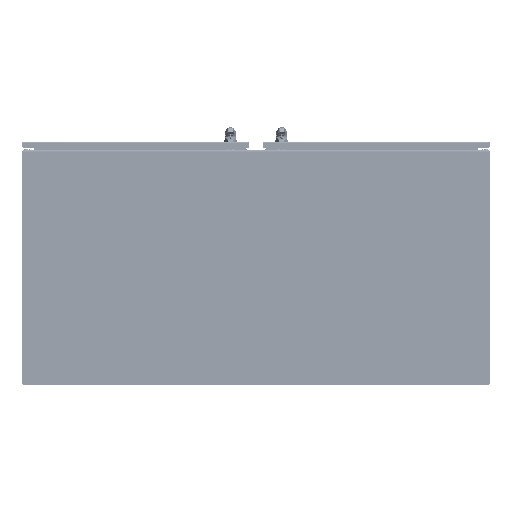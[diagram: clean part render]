
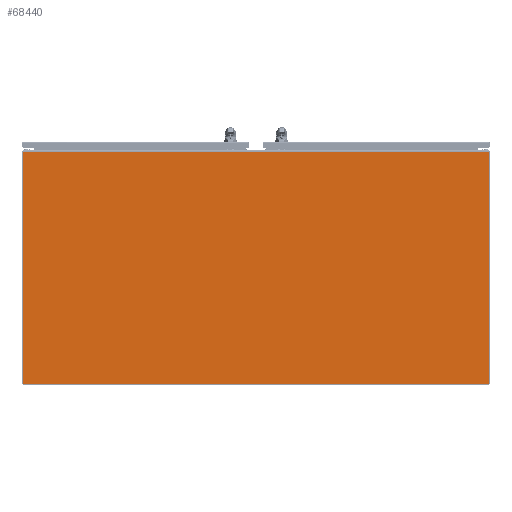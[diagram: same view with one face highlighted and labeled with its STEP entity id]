
A CAD part, front view. The second image highlights one B-rep face of the part: STEP entity #68440.
In plain terms, the highlighted face is planar.
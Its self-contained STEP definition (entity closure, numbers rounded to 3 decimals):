
#10175=PLANE('',#72607);
#11305=FACE_OUTER_BOUND('',#14335,.T.);
#14335=EDGE_LOOP('',(#50942,#50943,#50944,#50945));
#17644=LINE('',#97461,#22464);
#17649=LINE('',#97477,#22469);
#17652=LINE('',#97483,#22472);
#17653=LINE('',#97484,#22473);
#22464=VECTOR('',#79454,0.394);
#22469=VECTOR('',#79475,0.394);
#22472=VECTOR('',#79480,0.394);
#22473=VECTOR('',#79481,0.394);
#30850=VERTEX_POINT('',#97458);
#30851=VERTEX_POINT('',#97460);
#30854=VERTEX_POINT('',#97476);
#30856=VERTEX_POINT('',#97482);
#40122=EDGE_CURVE('',#30851,#30850,#17644,.T.);
#40130=EDGE_CURVE('',#30851,#30854,#17649,.T.);
#40133=EDGE_CURVE('',#30856,#30850,#17652,.T.);
#40134=EDGE_CURVE('',#30854,#30856,#17653,.T.);
#50942=ORIENTED_EDGE('',*,*,#40122,.T.);
#50943=ORIENTED_EDGE('',*,*,#40133,.F.);
#50944=ORIENTED_EDGE('',*,*,#40134,.F.);
#50945=ORIENTED_EDGE('',*,*,#40130,.F.);
#68440=ADVANCED_FACE('',(#11305),#10175,.F.);
#72607=AXIS2_PLACEMENT_3D('',#97481,#79478,#79479);
#79454=DIRECTION('',(1.,0.,0.));
#79475=DIRECTION('',(0.,-1.,0.));
#79478=DIRECTION('center_axis',(0.,0.,1.));
#79479=DIRECTION('ref_axis',(1.,0.,0.));
#79480=DIRECTION('',(0.,1.,0.));
#79481=DIRECTION('',(1.,0.,0.));
#97458=CARTESIAN_POINT('',(71.917,35.776,0.));
#97460=CARTESIAN_POINT('',(0.,35.776,0.));
#97461=CARTESIAN_POINT('',(17.979,35.776,0.));
#97476=CARTESIAN_POINT('',(0.,0.,0.));
#97477=CARTESIAN_POINT('',(0.,36.021,0.));
#97481=CARTESIAN_POINT('Origin',(35.959,18.011,0.));
#97482=CARTESIAN_POINT('',(71.917,0.,0.));
#97483=CARTESIAN_POINT('',(71.917,0.,0.));
#97484=CARTESIAN_POINT('',(0.,0.,0.));
